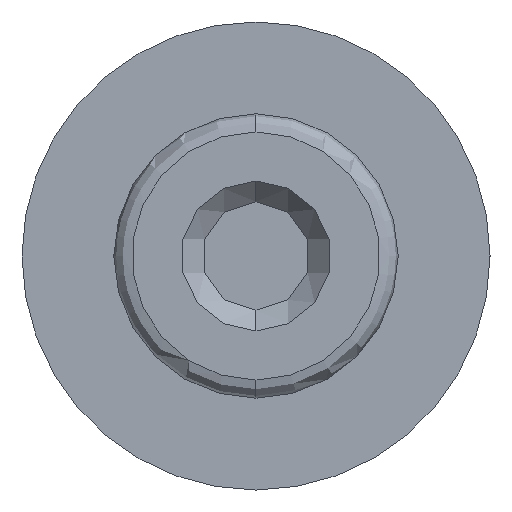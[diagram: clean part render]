
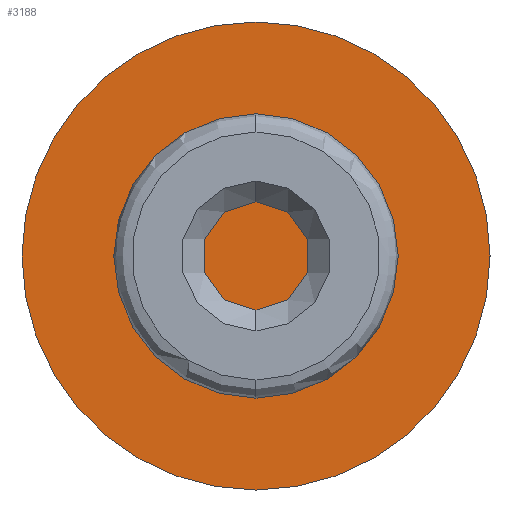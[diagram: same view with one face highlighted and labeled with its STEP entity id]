
A CAD part, left-side view. The second image highlights one B-rep face of the part: STEP entity #3188.
In plain terms, the highlighted planar face has unit normal (-1, 0, 0).
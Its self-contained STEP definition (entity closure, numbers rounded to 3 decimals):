
#289 = DIRECTION ( 'NONE',  ( -1., 0., 0. ) ) ;
#876 = CIRCLE ( 'NONE', #3312, 4.525 ) ;
#997 = CARTESIAN_POINT ( 'NONE',  ( 5.5, 0., 4.525 ) ) ;
#1383 = DIRECTION ( 'NONE',  ( -1., 0., 0. ) ) ;
#1397 = DIRECTION ( 'NONE',  ( 0., 0., 1. ) ) ;
#1475 = CIRCLE ( 'NONE', #2251, 4.525 ) ;
#1483 = FACE_OUTER_BOUND ( 'NONE', #2497, .T. ) ;
#1577 = EDGE_CURVE ( 'NONE', #1909, #2997, #876, .T. ) ;
#1635 = ORIENTED_EDGE ( 'NONE', *, *, #1708, .T. ) ;
#1667 = PLANE ( 'NONE',  #2217 ) ;
#1682 = DIRECTION ( 'NONE',  ( 0., 0., 1. ) ) ;
#1708 = EDGE_CURVE ( 'NONE', #2997, #1909, #1475, .T. ) ;
#1812 = ORIENTED_EDGE ( 'NONE', *, *, #1577, .T. ) ;
#1909 = VERTEX_POINT ( 'NONE', #997 ) ;
#2007 = CARTESIAN_POINT ( 'NONE',  ( 5.5, 0., -4.525 ) ) ;
#2217 = AXIS2_PLACEMENT_3D ( 'NONE', #2439, #3558, #2465 ) ;
#2251 = AXIS2_PLACEMENT_3D ( 'NONE', #2798, #289, #1682 ) ;
#2439 = CARTESIAN_POINT ( 'NONE',  ( 5.5, 0., 0. ) ) ;
#2445 = CARTESIAN_POINT ( 'NONE',  ( 5.5, 0., 0. ) ) ;
#2465 = DIRECTION ( 'NONE',  ( 0., 0., -1. ) ) ;
#2497 = EDGE_LOOP ( 'NONE', ( #1812, #1635 ) ) ;
#2798 = CARTESIAN_POINT ( 'NONE',  ( 5.5, 0., 0. ) ) ;
#2997 = VERTEX_POINT ( 'NONE', #2007 ) ;
#3188 = ADVANCED_FACE ( 'NONE', ( #1483 ), #1667, .F. ) ;
#3312 = AXIS2_PLACEMENT_3D ( 'NONE', #2445, #1383, #1397 ) ;
#3558 = DIRECTION ( 'NONE',  ( 1., 0., 0. ) ) ;
